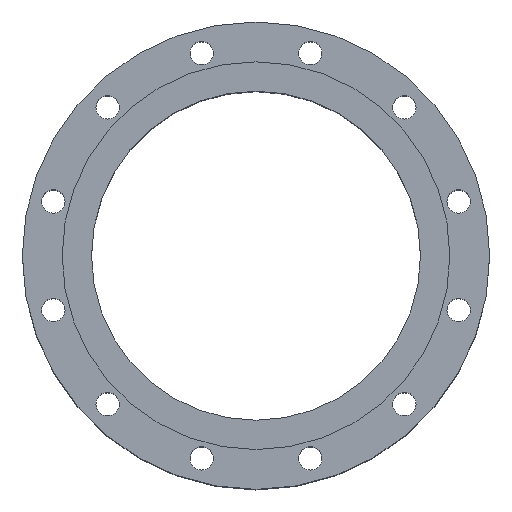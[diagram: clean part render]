
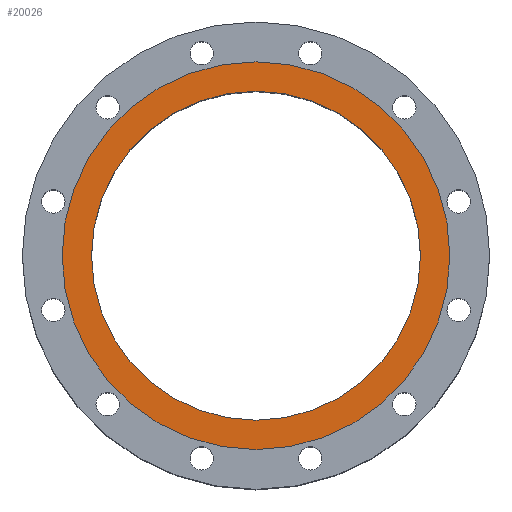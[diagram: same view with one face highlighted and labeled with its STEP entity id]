
A CAD part, top view. The second image highlights one B-rep face of the part: STEP entity #20026.
In plain terms, the highlighted planar face has unit normal (0, 0, 1).
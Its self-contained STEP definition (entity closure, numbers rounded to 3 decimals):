
#307 = DIRECTION ( 'NONE',  ( 1., 0., 0. ) ) ;
#764 = FACE_OUTER_BOUND ( 'NONE', #26754, .T. ) ;
#1173 = DIRECTION ( 'NONE',  ( 1., 0., 0. ) ) ;
#1181 = EDGE_LOOP ( 'NONE', ( #3739, #23375 ) ) ;
#1270 = VERTEX_POINT ( 'NONE', #10006 ) ;
#3107 = CARTESIAN_POINT ( 'NONE',  ( 154.85, 0., 0. ) ) ;
#3739 = ORIENTED_EDGE ( 'NONE', *, *, #25943, .F. ) ;
#4057 = CIRCLE ( 'NONE', #15417, 182.5 ) ;
#4201 = CARTESIAN_POINT ( 'NONE',  ( 0., 0., 0. ) ) ;
#5292 = DIRECTION ( 'NONE',  ( 1., 0., 0. ) ) ;
#5889 = CARTESIAN_POINT ( 'NONE',  ( 0., 0., 0. ) ) ;
#6666 = VERTEX_POINT ( 'NONE', #22844 ) ;
#8206 = CIRCLE ( 'NONE', #13601, 182.5 ) ;
#10006 = CARTESIAN_POINT ( 'NONE',  ( -154.85, 0., 0. ) ) ;
#10545 = CARTESIAN_POINT ( 'NONE',  ( 0., 0., 0. ) ) ;
#10607 = PLANE ( 'NONE',  #33086 ) ;
#11020 = ORIENTED_EDGE ( 'NONE', *, *, #13501, .T. ) ;
#12604 = VERTEX_POINT ( 'NONE', #29357 ) ;
#13501 = EDGE_CURVE ( 'NONE', #12604, #6666, #4057, .T. ) ;
#13601 = AXIS2_PLACEMENT_3D ( 'NONE', #24371, #32159, #1173 ) ;
#14047 = AXIS2_PLACEMENT_3D ( 'NONE', #5889, #16539, #307 ) ;
#14232 = CIRCLE ( 'NONE', #33162, 154.85 ) ;
#15417 = AXIS2_PLACEMENT_3D ( 'NONE', #4201, #16734, #17241 ) ;
#16539 = DIRECTION ( 'NONE',  ( 0., 0., 1. ) ) ;
#16734 = DIRECTION ( 'NONE',  ( 0., 0., 1. ) ) ;
#17241 = DIRECTION ( 'NONE',  ( 1., 0., 0. ) ) ;
#18553 = FACE_BOUND ( 'NONE', #1181, .T. ) ;
#20026 = ADVANCED_FACE ( 'NONE', ( #18553, #764 ), #10607, .F. ) ;
#21564 = EDGE_CURVE ( 'NONE', #6666, #12604, #8206, .T. ) ;
#22154 = CIRCLE ( 'NONE', #14047, 154.85 ) ;
#22844 = CARTESIAN_POINT ( 'NONE',  ( 182.5, 0., 0. ) ) ;
#23375 = ORIENTED_EDGE ( 'NONE', *, *, #25370, .F. ) ;
#23404 = DIRECTION ( 'NONE',  ( 0., 0., 1. ) ) ;
#24371 = CARTESIAN_POINT ( 'NONE',  ( 0., 0., 0. ) ) ;
#25370 = EDGE_CURVE ( 'NONE', #1270, #30309, #14232, .T. ) ;
#25943 = EDGE_CURVE ( 'NONE', #30309, #1270, #22154, .T. ) ;
#26499 = DIRECTION ( 'NONE',  ( 0., 0., -1. ) ) ;
#26659 = CARTESIAN_POINT ( 'NONE',  ( 0., 182.5, 0. ) ) ;
#26754 = EDGE_LOOP ( 'NONE', ( #29999, #11020 ) ) ;
#28875 = DIRECTION ( 'NONE',  ( -1., 0., 0. ) ) ;
#29357 = CARTESIAN_POINT ( 'NONE',  ( -182.5, 0., 0. ) ) ;
#29999 = ORIENTED_EDGE ( 'NONE', *, *, #21564, .T. ) ;
#30309 = VERTEX_POINT ( 'NONE', #3107 ) ;
#32159 = DIRECTION ( 'NONE',  ( 0., 0., 1. ) ) ;
#33086 = AXIS2_PLACEMENT_3D ( 'NONE', #26659, #26499, #28875 ) ;
#33162 = AXIS2_PLACEMENT_3D ( 'NONE', #10545, #23404, #5292 ) ;
